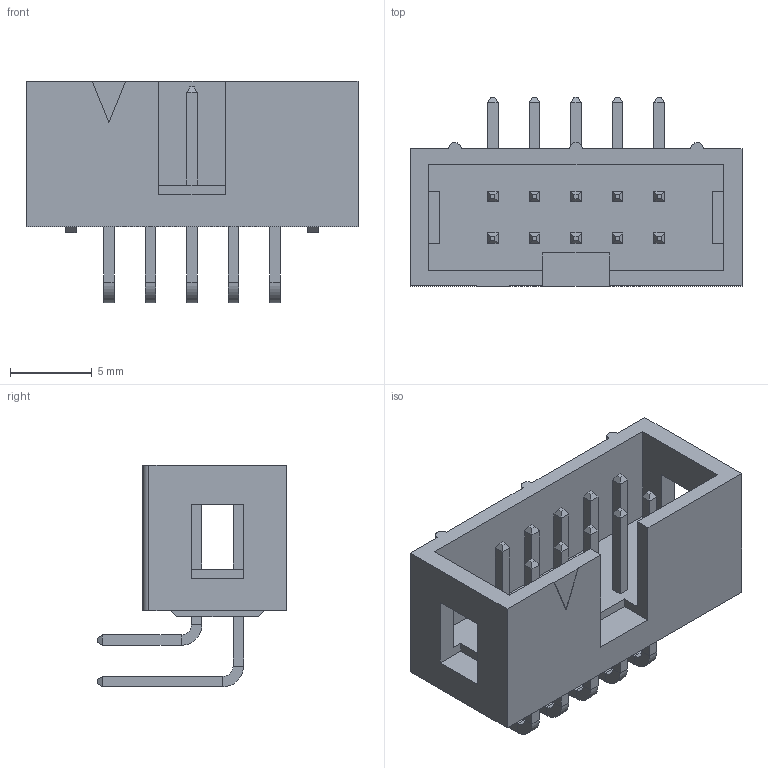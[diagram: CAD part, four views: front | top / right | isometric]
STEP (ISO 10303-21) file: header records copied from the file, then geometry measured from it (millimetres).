
FILE_DESCRIPTION(/* description */ (''),/* implementation_level */ '2;1');
FILE_NAME(/* name */ '78-5110-5541-6.stp',/* time_stamp */ '2010-04-05T16:06:24-05:00',/* author */ (''),/* organization */ (''),/* preprocessor_version */ 'ST-DEVELOPER v11',/* originating_system */ 'UGS - NX 5.0',/* authorisation */ '');
FILE_SCHEMA (('AUTOMOTIVE_DESIGN { 1 0 10303 214 1 1 1 1 }'));
Length unit declared in the file: inch
Products named in the file (1): 78-5110-5541-6
Bounding box: 20.29 x 11.61 x 13.55 mm (x, y, z)
Volume: 776.5 mm3; surface area: 1529.4 mm2
Topology: 1 solids, 1 shells, 305 faces, 689 edges, 406 vertices
Faces by surface type: plane 282, cylinder 23
Entity records: 8203 total; most frequent: CARTESIAN_POINT 1401, ORIENTED_EDGE 1378, DIRECTION 1347, EDGE_CURVE 689, LINE 643, VECTOR 643, VERTEX_POINT 406, AXIS2_PLACEMENT_3D 352
